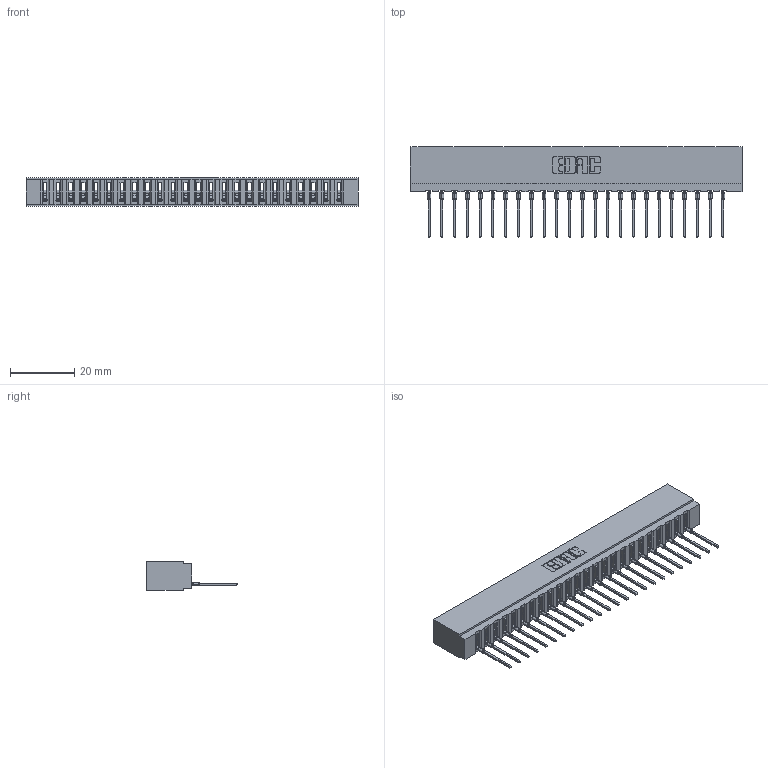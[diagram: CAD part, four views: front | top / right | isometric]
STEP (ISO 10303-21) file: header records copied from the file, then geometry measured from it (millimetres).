
FILE_DESCRIPTION (( 'STEP AP203' ), '1' );
FILE_NAME ('717-024-545-101.STEP', '2026-02-20T20:59:27', ( '' ), ( '' ), 'SwSTEP 2.0', 'SolidWorks 2023', '' );
FILE_SCHEMA (( 'CONFIG_CONTROL_DESIGN' ));
Length unit declared in the file: millimetre
Products named in the file (3): 745-292-001_545; 717 Part_Insulator Option - 06; 717-024-545-101
Assembly tree (25 placements, depth 2):
  717-024-545-101
    717 Part_Insulator Option - 06
    745-292-001_545  x24
Bounding box: 102.97 x 28.18 x 8.89 mm (x, y, z)
Volume: 8846 mm3; surface area: 12603.9 mm2
Topology: 25 solids, 25 shells, 2806 faces, 7715 edges, 4870 vertices
Faces by surface type: plane 1686, cylinder 496, bspline 480, torus 144
Entity records: 42817 total; most frequent: CARTESIAN_POINT 8049, ORIENTED_EDGE 7472, DIRECTION 6492, EDGE_CURVE 3736, VECTOR 3410, LINE 3410, VERTEX_POINT 2386, AXIS2_PLACEMENT_3D 1541
